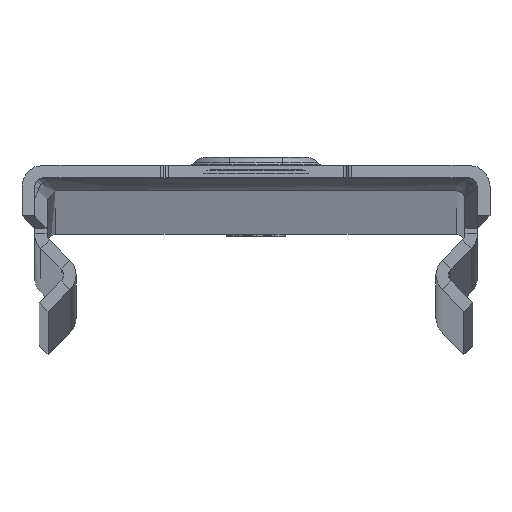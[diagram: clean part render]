
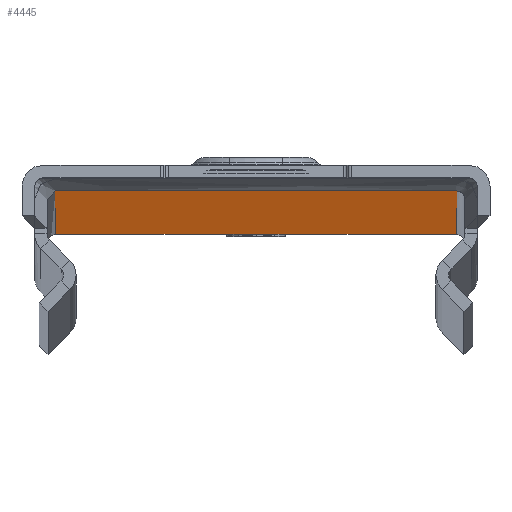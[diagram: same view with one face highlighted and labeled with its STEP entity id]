
A CAD part, top view. The second image highlights one B-rep face of the part: STEP entity #4445.
In plain terms, the highlighted planar face has unit normal (0, -1, 0).
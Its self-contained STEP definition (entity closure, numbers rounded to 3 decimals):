
#64 = CARTESIAN_POINT ( 'NONE',  ( -7.3, 0., -2955. ) ) ;
#91 = DIRECTION ( 'NONE',  ( -1., 0., 0. ) ) ;
#463 = ORIENTED_EDGE ( 'NONE', *, *, #7186, .T. ) ;
#476 = DIRECTION ( 'NONE',  ( 0., 0., 1. ) ) ;
#525 = DIRECTION ( 'NONE',  ( 0., 1., 0. ) ) ;
#565 = CIRCLE ( 'NONE', #1839, 0.5 ) ;
#572 = CARTESIAN_POINT ( 'NONE',  ( 10.5, 0., -2969. ) ) ;
#592 = ORIENTED_EDGE ( 'NONE', *, *, #6061, .T. ) ;
#628 = EDGE_CURVE ( 'NONE', #6719, #4226, #4233, .T. ) ;
#760 = VERTEX_POINT ( 'NONE', #2804 ) ;
#777 = CARTESIAN_POINT ( 'NONE',  ( -10.854, 0., -2968.646 ) ) ;
#921 = CARTESIAN_POINT ( 'NONE',  ( 11.061, 0., -2968.854 ) ) ;
#977 = LINE ( 'NONE', #7513, #5071 ) ;
#1105 = EDGE_CURVE ( 'NONE', #6874, #4826, #2337, .T. ) ;
#1159 = EDGE_LOOP ( 'NONE', ( #6116, #1726, #3848, #4328, #3051, #6080, #6336, #3885, #4841, #4036, #592, #6665 ) ) ;
#1287 = DIRECTION ( 'NONE',  ( 0., -1., 0. ) ) ;
#1320 = LINE ( 'NONE', #5195, #4334 ) ;
#1441 = AXIS2_PLACEMENT_3D ( 'NONE', #2017, #1646, #1597 ) ;
#1536 = CARTESIAN_POINT ( 'NONE',  ( 25., 0., -2969. ) ) ;
#1592 = DIRECTION ( 'NONE',  ( 1., 0., 0. ) ) ;
#1597 = DIRECTION ( 'NONE',  ( 0., 0., -1. ) ) ;
#1646 = DIRECTION ( 'NONE',  ( 0., -1., 0. ) ) ;
#1690 = VERTEX_POINT ( 'NONE', #2668 ) ;
#1693 = VECTOR ( 'NONE', #2729, 1000. ) ;
#1726 = ORIENTED_EDGE ( 'NONE', *, *, #1105, .T. ) ;
#1743 = VECTOR ( 'NONE', #7363, 1000. ) ;
#1748 = CARTESIAN_POINT ( 'NONE',  ( 7.3, 0., -2955. ) ) ;
#1791 = DIRECTION ( 'NONE',  ( 0., 1., 0. ) ) ;
#1811 = VERTEX_POINT ( 'NONE', #5866 ) ;
#1839 = AXIS2_PLACEMENT_3D ( 'NONE', #572, #525, #476 ) ;
#2017 = CARTESIAN_POINT ( 'NONE',  ( 25., 0., -2969. ) ) ;
#2049 = PLANE ( 'NONE',  #1441 ) ;
#2105 = EDGE_LOOP ( 'NONE', ( #463, #6552 ) ) ;
#2220 = FACE_OUTER_BOUND ( 'NONE', #1159, .T. ) ;
#2286 = DIRECTION ( 'NONE',  ( 0.707, 0., -0.707 ) ) ;
#2291 = EDGE_CURVE ( 'NONE', #760, #1811, #6096, .T. ) ;
#2337 = CIRCLE ( 'NONE', #5528, 0.5 ) ;
#2445 = CIRCLE ( 'NONE', #4709, 0.5 ) ;
#2462 = VERTEX_POINT ( 'NONE', #777 ) ;
#2577 = EDGE_CURVE ( 'NONE', #4226, #2462, #5361, .T. ) ;
#2625 = VECTOR ( 'NONE', #7354, 1000. ) ;
#2668 = CARTESIAN_POINT ( 'NONE',  ( 24., 0., 0. ) ) ;
#2689 = AXIS2_PLACEMENT_3D ( 'NONE', #7054, #3589, #91 ) ;
#2729 = DIRECTION ( 'NONE',  ( 0., 0., 1. ) ) ;
#2804 = CARTESIAN_POINT ( 'NONE',  ( -24., 0., -2969. ) ) ;
#2995 = CARTESIAN_POINT ( 'NONE',  ( -10.5, 0., -2969. ) ) ;
#3041 = CARTESIAN_POINT ( 'NONE',  ( 11.414, 0., -2969. ) ) ;
#3051 = ORIENTED_EDGE ( 'NONE', *, *, #7488, .F. ) ;
#3094 = LINE ( 'NONE', #3293, #2625 ) ;
#3293 = CARTESIAN_POINT ( 'NONE',  ( 25., 0., 0. ) ) ;
#3349 = CARTESIAN_POINT ( 'NONE',  ( 10.5, 0., -2968.5 ) ) ;
#3565 = DIRECTION ( 'NONE',  ( 0., 0., 1. ) ) ;
#3589 = DIRECTION ( 'NONE',  ( 0., 1., 0. ) ) ;
#3591 = VECTOR ( 'NONE', #1592, 1000. ) ;
#3613 = VECTOR ( 'NONE', #5618, 1000. ) ;
#3819 = CIRCLE ( 'NONE', #5465, 7.3 ) ;
#3841 = EDGE_CURVE ( 'NONE', #4826, #5095, #5379, .T. ) ;
#3848 = ORIENTED_EDGE ( 'NONE', *, *, #3841, .T. ) ;
#3864 = FACE_BOUND ( 'NONE', #2105, .T. ) ;
#3885 = ORIENTED_EDGE ( 'NONE', *, *, #628, .T. ) ;
#3950 = VERTEX_POINT ( 'NONE', #6734 ) ;
#4000 = EDGE_CURVE ( 'NONE', #760, #6719, #7390, .T. ) ;
#4036 = ORIENTED_EDGE ( 'NONE', *, *, #5427, .T. ) ;
#4092 = LINE ( 'NONE', #6803, #1693 ) ;
#4104 = CIRCLE ( 'NONE', #2689, 7.3 ) ;
#4226 = VERTEX_POINT ( 'NONE', #6786 ) ;
#4233 = CIRCLE ( 'NONE', #4887, 0.5 ) ;
#4328 = ORIENTED_EDGE ( 'NONE', *, *, #5909, .T. ) ;
#4334 = VECTOR ( 'NONE', #5779, 1000. ) ;
#4417 = DIRECTION ( 'NONE',  ( 0.707, 0., 0.707 ) ) ;
#4445 = ADVANCED_FACE ( 'NONE', ( #3864, #2220 ), #2049, .T. ) ;
#4493 = CARTESIAN_POINT ( 'NONE',  ( 24., 0., -2969. ) ) ;
#4531 = EDGE_CURVE ( 'NONE', #6948, #5468, #565, .T. ) ;
#4582 = VERTEX_POINT ( 'NONE', #64 ) ;
#4676 = VERTEX_POINT ( 'NONE', #1748 ) ;
#4709 = AXIS2_PLACEMENT_3D ( 'NONE', #2995, #7031, #3565 ) ;
#4737 = CARTESIAN_POINT ( 'NONE',  ( -24., 0., -2969. ) ) ;
#4826 = VERTEX_POINT ( 'NONE', #3041 ) ;
#4841 = ORIENTED_EDGE ( 'NONE', *, *, #2577, .T. ) ;
#4871 = CARTESIAN_POINT ( 'NONE',  ( -11.207, 0., -2969. ) ) ;
#4887 = AXIS2_PLACEMENT_3D ( 'NONE', #7121, #1287, #5961 ) ;
#5071 = VECTOR ( 'NONE', #2286, 1000. ) ;
#5095 = VERTEX_POINT ( 'NONE', #4493 ) ;
#5195 = CARTESIAN_POINT ( 'NONE',  ( 25., 0., -2968.5 ) ) ;
#5274 = CARTESIAN_POINT ( 'NONE',  ( 0., 0., -2955. ) ) ;
#5361 = LINE ( 'NONE', #4871, #7123 ) ;
#5379 = LINE ( 'NONE', #1536, #3591 ) ;
#5416 = EDGE_CURVE ( 'NONE', #4676, #4582, #3819, .T. ) ;
#5427 = EDGE_CURVE ( 'NONE', #2462, #3950, #2445, .T. ) ;
#5465 = AXIS2_PLACEMENT_3D ( 'NONE', #5274, #1791, #5853 ) ;
#5468 = VERTEX_POINT ( 'NONE', #6473 ) ;
#5528 = AXIS2_PLACEMENT_3D ( 'NONE', #5832, #5892, #5873 ) ;
#5618 = DIRECTION ( 'NONE',  ( 1., 0., 0. ) ) ;
#5771 = CARTESIAN_POINT ( 'NONE',  ( 25., 0., -2969. ) ) ;
#5779 = DIRECTION ( 'NONE',  ( 1., 0., 0. ) ) ;
#5832 = CARTESIAN_POINT ( 'NONE',  ( 11.414, 0., -2968.5 ) ) ;
#5853 = DIRECTION ( 'NONE',  ( -1., 0., 0. ) ) ;
#5866 = CARTESIAN_POINT ( 'NONE',  ( -24., 0., 0. ) ) ;
#5873 = DIRECTION ( 'NONE',  ( 0., 0., -1. ) ) ;
#5892 = DIRECTION ( 'NONE',  ( 0., -1., 0. ) ) ;
#5909 = EDGE_CURVE ( 'NONE', #5095, #1690, #4092, .T. ) ;
#5961 = DIRECTION ( 'NONE',  ( 0., 0., -1. ) ) ;
#6054 = EDGE_CURVE ( 'NONE', #5468, #6874, #977, .T. ) ;
#6061 = EDGE_CURVE ( 'NONE', #3950, #6948, #1320, .T. ) ;
#6080 = ORIENTED_EDGE ( 'NONE', *, *, #2291, .F. ) ;
#6096 = LINE ( 'NONE', #4737, #1743 ) ;
#6116 = ORIENTED_EDGE ( 'NONE', *, *, #6054, .T. ) ;
#6336 = ORIENTED_EDGE ( 'NONE', *, *, #4000, .T. ) ;
#6473 = CARTESIAN_POINT ( 'NONE',  ( 10.854, 0., -2968.646 ) ) ;
#6552 = ORIENTED_EDGE ( 'NONE', *, *, #5416, .T. ) ;
#6649 = CARTESIAN_POINT ( 'NONE',  ( -11.414, 0., -2969. ) ) ;
#6665 = ORIENTED_EDGE ( 'NONE', *, *, #4531, .T. ) ;
#6719 = VERTEX_POINT ( 'NONE', #6649 ) ;
#6734 = CARTESIAN_POINT ( 'NONE',  ( -10.5, 0., -2968.5 ) ) ;
#6786 = CARTESIAN_POINT ( 'NONE',  ( -11.061, 0., -2968.854 ) ) ;
#6803 = CARTESIAN_POINT ( 'NONE',  ( 24., 0., -2969. ) ) ;
#6874 = VERTEX_POINT ( 'NONE', #921 ) ;
#6948 = VERTEX_POINT ( 'NONE', #3349 ) ;
#7031 = DIRECTION ( 'NONE',  ( 0., 1., 0. ) ) ;
#7054 = CARTESIAN_POINT ( 'NONE',  ( 0., 0., -2955. ) ) ;
#7121 = CARTESIAN_POINT ( 'NONE',  ( -11.414, 0., -2968.5 ) ) ;
#7123 = VECTOR ( 'NONE', #4417, 1000. ) ;
#7186 = EDGE_CURVE ( 'NONE', #4582, #4676, #4104, .T. ) ;
#7354 = DIRECTION ( 'NONE',  ( 1., 0., 0. ) ) ;
#7363 = DIRECTION ( 'NONE',  ( 0., 0., 1. ) ) ;
#7390 = LINE ( 'NONE', #5771, #3613 ) ;
#7488 = EDGE_CURVE ( 'NONE', #1811, #1690, #3094, .T. ) ;
#7513 = CARTESIAN_POINT ( 'NONE',  ( 11.207, 0., -2969. ) ) ;
